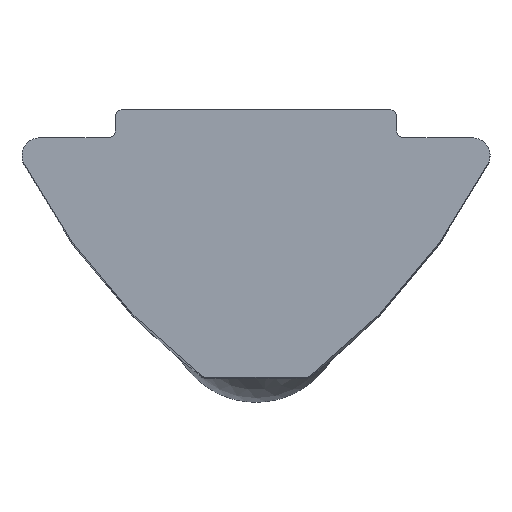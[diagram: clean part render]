
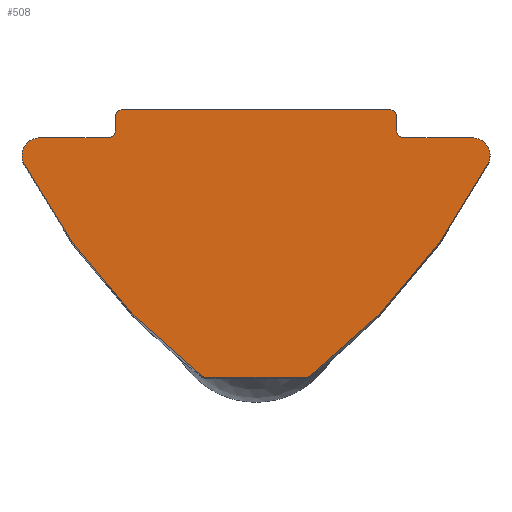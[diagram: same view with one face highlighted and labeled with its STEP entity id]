
A CAD part, top view. The second image highlights one B-rep face of the part: STEP entity #508.
In plain terms, the highlighted planar face has unit normal (0, 0, 1).
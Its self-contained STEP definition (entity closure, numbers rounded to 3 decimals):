
#19=PLANE('',#569);
#27=CIRCLE('',#547,18.);
#30=CIRCLE('',#555,18.);
#34=CIRCLE('',#562,0.2);
#36=CIRCLE('',#568,0.2);
#37=CIRCLE('',#570,0.5);
#38=CIRCLE('',#571,0.2);
#39=CIRCLE('',#572,0.2);
#40=CIRCLE('',#573,0.2);
#41=CIRCLE('',#574,0.2);
#42=CIRCLE('',#575,0.5);
#65=FACE_OUTER_BOUND('',#93,.T.);
#93=EDGE_LOOP('',(#401,#402,#403,#404,#405,#406,#407,#408,#409,#410,#411,
#412,#413,#414,#415,#416));
#125=LINE('',#982,#164);
#126=LINE('',#991,#165);
#127=LINE('',#995,#166);
#128=LINE('',#999,#167);
#129=LINE('',#1003,#168);
#130=LINE('',#1007,#169);
#164=VECTOR('',#656,10.);
#165=VECTOR('',#669,10.);
#166=VECTOR('',#672,10.);
#167=VECTOR('',#675,10.);
#168=VECTOR('',#678,10.);
#169=VECTOR('',#681,10.);
#213=VERTEX_POINT('',#879);
#214=VERTEX_POINT('',#881);
#221=VERTEX_POINT('',#954);
#222=VERTEX_POINT('',#956);
#227=VERTEX_POINT('',#972);
#229=VERTEX_POINT('',#980);
#230=VERTEX_POINT('',#988);
#231=VERTEX_POINT('',#990);
#232=VERTEX_POINT('',#992);
#233=VERTEX_POINT('',#994);
#234=VERTEX_POINT('',#996);
#235=VERTEX_POINT('',#998);
#236=VERTEX_POINT('',#1000);
#237=VERTEX_POINT('',#1002);
#238=VERTEX_POINT('',#1004);
#239=VERTEX_POINT('',#1006);
#265=EDGE_CURVE('',#213,#214,#27,.T.);
#278=EDGE_CURVE('',#222,#221,#30,.T.);
#287=EDGE_CURVE('',#227,#221,#34,.T.);
#291=EDGE_CURVE('',#227,#229,#125,.T.);
#293=EDGE_CURVE('',#214,#229,#36,.T.);
#294=EDGE_CURVE('',#230,#213,#37,.T.);
#295=EDGE_CURVE('',#231,#230,#126,.T.);
#296=EDGE_CURVE('',#232,#231,#38,.T.);
#297=EDGE_CURVE('',#233,#232,#127,.T.);
#298=EDGE_CURVE('',#234,#233,#39,.T.);
#299=EDGE_CURVE('',#235,#234,#128,.T.);
#300=EDGE_CURVE('',#236,#235,#40,.T.);
#301=EDGE_CURVE('',#236,#237,#129,.T.);
#302=EDGE_CURVE('',#238,#237,#41,.T.);
#303=EDGE_CURVE('',#238,#239,#130,.T.);
#304=EDGE_CURVE('',#239,#222,#42,.T.);
#401=ORIENTED_EDGE('',*,*,#293,.F.);
#402=ORIENTED_EDGE('',*,*,#265,.F.);
#403=ORIENTED_EDGE('',*,*,#294,.F.);
#404=ORIENTED_EDGE('',*,*,#295,.F.);
#405=ORIENTED_EDGE('',*,*,#296,.F.);
#406=ORIENTED_EDGE('',*,*,#297,.F.);
#407=ORIENTED_EDGE('',*,*,#298,.F.);
#408=ORIENTED_EDGE('',*,*,#299,.F.);
#409=ORIENTED_EDGE('',*,*,#300,.F.);
#410=ORIENTED_EDGE('',*,*,#301,.T.);
#411=ORIENTED_EDGE('',*,*,#302,.F.);
#412=ORIENTED_EDGE('',*,*,#303,.T.);
#413=ORIENTED_EDGE('',*,*,#304,.T.);
#414=ORIENTED_EDGE('',*,*,#278,.T.);
#415=ORIENTED_EDGE('',*,*,#287,.F.);
#416=ORIENTED_EDGE('',*,*,#291,.T.);
#508=ADVANCED_FACE('',(#65),#19,.T.);
#547=AXIS2_PLACEMENT_3D('',#882,#607,#608);
#555=AXIS2_PLACEMENT_3D('',#957,#628,#629);
#562=AXIS2_PLACEMENT_3D('',#974,#647,#648);
#568=AXIS2_PLACEMENT_3D('',#986,#663,#664);
#569=AXIS2_PLACEMENT_3D('',#987,#665,#666);
#570=AXIS2_PLACEMENT_3D('',#989,#667,#668);
#571=AXIS2_PLACEMENT_3D('',#993,#670,#671);
#572=AXIS2_PLACEMENT_3D('',#997,#673,#674);
#573=AXIS2_PLACEMENT_3D('',#1001,#676,#677);
#574=AXIS2_PLACEMENT_3D('',#1005,#679,#680);
#575=AXIS2_PLACEMENT_3D('',#1008,#682,#683);
#607=DIRECTION('center_axis',(0.,0.,-1.));
#608=DIRECTION('ref_axis',(0.889,-0.458,0.));
#628=DIRECTION('center_axis',(0.,0.,1.));
#629=DIRECTION('ref_axis',(-0.889,-0.458,0.));
#647=DIRECTION('center_axis',(0.,0.,-1.));
#648=DIRECTION('ref_axis',(-0.321,-0.947,0.));
#656=DIRECTION('',(1.,0.,0.));
#663=DIRECTION('center_axis',(0.,0.,-1.));
#664=DIRECTION('ref_axis',(0.321,-0.947,0.));
#665=DIRECTION('center_axis',(0.,0.,1.));
#666=DIRECTION('ref_axis',(1.,0.,0.));
#667=DIRECTION('center_axis',(0.,0.,-1.));
#668=DIRECTION('ref_axis',(0.,1.,0.));
#669=DIRECTION('',(1.,0.,0.));
#670=DIRECTION('center_axis',(0.,0.,1.));
#671=DIRECTION('ref_axis',(-0.707,-0.707,0.));
#672=DIRECTION('',(0.,-1.,0.));
#673=DIRECTION('center_axis',(0.,0.,-1.));
#674=DIRECTION('ref_axis',(0.707,0.707,0.));
#675=DIRECTION('',(1.,0.,0.));
#676=DIRECTION('center_axis',(0.,0.,-1.));
#677=DIRECTION('ref_axis',(-0.707,0.707,0.));
#678=DIRECTION('',(0.,-1.,0.));
#679=DIRECTION('center_axis',(0.,0.,1.));
#680=DIRECTION('ref_axis',(0.707,-0.707,0.));
#681=DIRECTION('',(-1.,0.,0.));
#682=DIRECTION('center_axis',(0.,0.,1.));
#683=DIRECTION('ref_axis',(0.,1.,0.));
#879=CARTESIAN_POINT('',(6.594,6.071,22.));
#881=CARTESIAN_POINT('',(1.554,0.041,22.));
#882=CARTESIAN_POINT('Origin',(-9.403,14.322,22.));
#954=CARTESIAN_POINT('',(-1.554,0.041,22.));
#956=CARTESIAN_POINT('',(-6.594,6.071,22.));
#957=CARTESIAN_POINT('Origin',(9.403,14.322,22.));
#972=CARTESIAN_POINT('',(-1.432,0.,22.));
#974=CARTESIAN_POINT('Origin',(-1.432,0.2,22.));
#980=CARTESIAN_POINT('',(1.432,0.,22.));
#982=CARTESIAN_POINT('',(-1.5,0.,22.));
#986=CARTESIAN_POINT('Origin',(1.432,0.2,22.));
#987=CARTESIAN_POINT('Origin',(-2.36,4.459,22.));
#988=CARTESIAN_POINT('',(6.15,6.8,22.));
#989=CARTESIAN_POINT('Origin',(6.15,6.3,22.));
#990=CARTESIAN_POINT('',(4.2,6.8,22.));
#991=CARTESIAN_POINT('',(4.,6.8,22.));
#992=CARTESIAN_POINT('',(4.,7.,22.));
#993=CARTESIAN_POINT('Origin',(4.2,7.,22.));
#994=CARTESIAN_POINT('',(4.,7.4,22.));
#995=CARTESIAN_POINT('',(4.,7.6,22.));
#996=CARTESIAN_POINT('',(3.8,7.6,22.));
#997=CARTESIAN_POINT('Origin',(3.8,7.4,22.));
#998=CARTESIAN_POINT('',(-3.8,7.6,22.));
#999=CARTESIAN_POINT('',(0.,7.6,22.));
#1000=CARTESIAN_POINT('',(-4.,7.4,22.));
#1001=CARTESIAN_POINT('Origin',(-3.8,7.4,22.));
#1002=CARTESIAN_POINT('',(-4.,7.,22.));
#1003=CARTESIAN_POINT('',(-4.,7.6,22.));
#1004=CARTESIAN_POINT('',(-4.2,6.8,22.));
#1005=CARTESIAN_POINT('Origin',(-4.2,7.,22.));
#1006=CARTESIAN_POINT('',(-6.15,6.8,22.));
#1007=CARTESIAN_POINT('',(-4.,6.8,22.));
#1008=CARTESIAN_POINT('Origin',(-6.15,6.3,22.));
